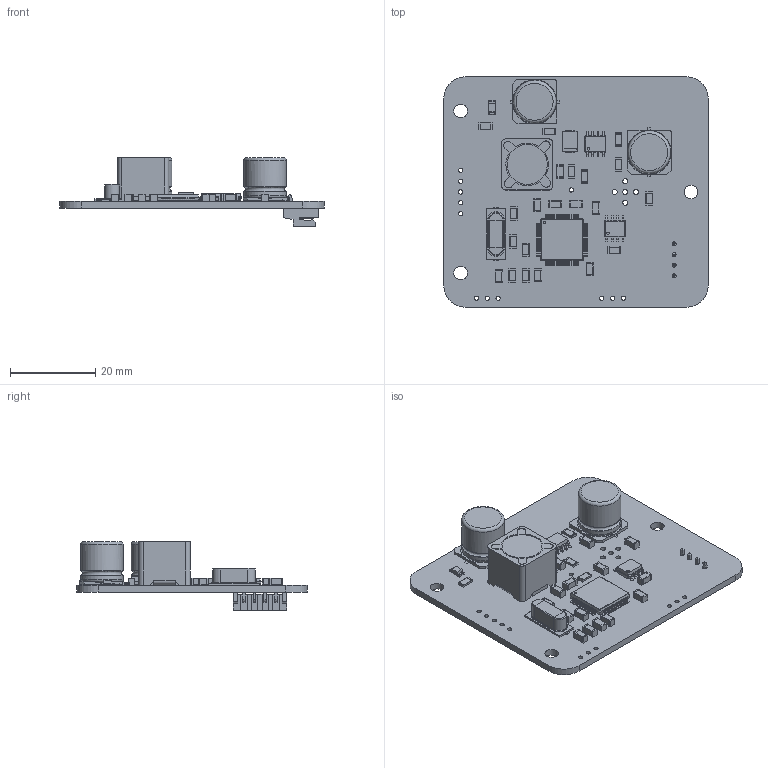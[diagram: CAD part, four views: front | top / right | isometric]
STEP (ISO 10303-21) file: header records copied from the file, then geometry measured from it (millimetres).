
FILE_DESCRIPTION(('KiCad electronic assembly'),'2;1');
FILE_NAME('stm32f103 board.step','2025-05-20T10:23:02',('Pcbnew'),( 'Kicad'),'Open CASCADE STEP processor 7.7','KiCad to STEP converter' ,'Unknown');
FILE_SCHEMA(('AUTOMOTIVE_DESIGN { 1 0 10303 214 1 1 1 1 }'));
Length unit declared in the file: millimetre
Products named in the file (24): stm32f103 board 1; C_1206_3216Metric; D_SMB; C_Elec_10x10.2; C_Elec_10x102; L_Pulse_PA4320; LQFP-64_10x10mm_P0.5mm; LQFP_64_10x10mm_P05mm; R_1206_3216Metric; LED_1206_3216Metric; Crystal_SMD_HC49-SD; L_1206_3216Metric; SOIC-8_3.9x4.9mm_P1.27mm; SOIC_8_39x49mm_P127mm; JST_EH_S4B-EH_1x04_P2.50mm_Horizontal; JST_S4B_EH; stm32f103 board_PCB
Assembly tree (43 placements, depth 3):
  stm32f103 board 1
    C_1206_3216Metric  x15
      C_1206_3216Metric
    D_SMB
      D_SMB
    C_Elec_10x10.2  x2
      C_Elec_10x102
    L_Pulse_PA4320
      L_Pulse_PA4320
    LQFP-64_10x10mm_P0.5mm
      LQFP_64_10x10mm_P05mm
    R_1206_3216Metric  x5
      R_1206_3216Metric
    LED_1206_3216Metric
      LED_1206_3216Metric
    Crystal_SMD_HC49-SD
      Crystal_SMD_HC49-SD
    L_1206_3216Metric
      L_1206_3216Metric
    SOIC-8_3.9x4.9mm_P1.27mm  x2
      SOIC_8_39x49mm_P127mm
    JST_EH_S4B-EH_1x04_P2.50mm_Horizontal
      JST_S4B_EH
    stm32f103 board_PCB
Bounding box: 62 x 54 x 16.1 mm (x, y, z)
Volume: 8928.6 mm3; surface area: 10778.6 mm2
Topology: 34 solids, 34 shells, 2356 faces, 6224 edges, 3986 vertices
Faces by surface type: plane 1527, cylinder 647, bspline 174, torus 6, revolution 2
Full cylindrical faces by diameter (mm): 0.02 x2, 0.5 x1, 0.6 x2, 0.95 x4, 1 x12, 1.2 x5, 3.2 x3, 9.4 x1, 10 x4
Entity records: 65494 total; most frequent: CARTESIAN_POINT 12079, ORIENTED_EDGE 8886, DIRECTION 8277, EDGE_CURVE 4443, LINE 3512, VECTOR 3512, VERTEX_POINT 2826, AXIS2_PLACEMENT_3D 2382
